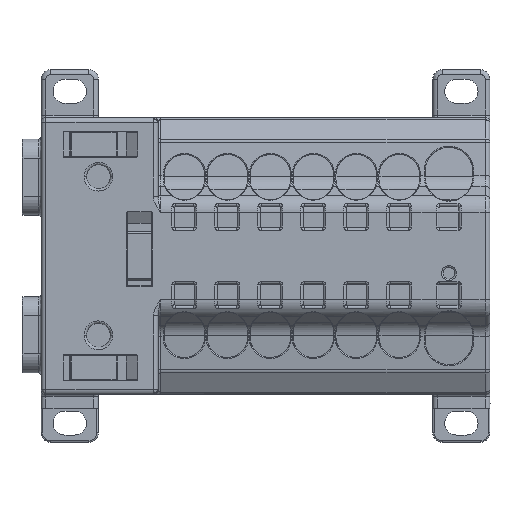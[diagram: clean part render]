
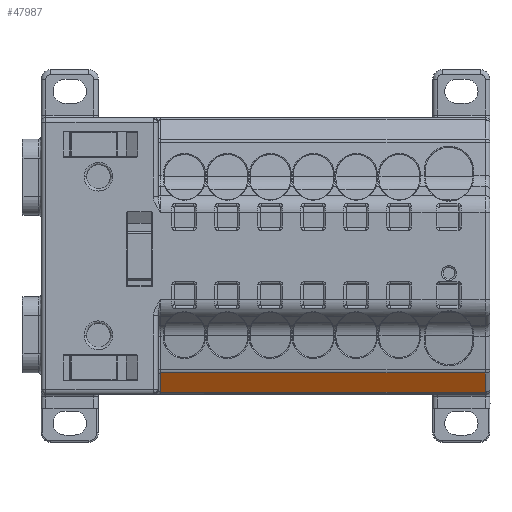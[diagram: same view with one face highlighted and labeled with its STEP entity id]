
A CAD part, front view. The second image highlights one B-rep face of the part: STEP entity #47987.
In plain terms, the highlighted planar face has unit normal (0, -0.866, -0.5).
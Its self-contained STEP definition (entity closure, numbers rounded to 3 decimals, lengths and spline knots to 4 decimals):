
#459 = DIRECTION ( 'NONE',  ( 0., 0.866, 0.5 ) ) ;
#898 = CARTESIAN_POINT ( 'NONE',  ( 6.6576, 0.2383, -0.5512 ) ) ;
#1025 = VECTOR ( 'NONE', #18650, 39.3701 ) ;
#2481 = EDGE_CURVE ( 'NONE', #47634, #42163, #34964, .T. ) ;
#3437 = VECTOR ( 'NONE', #3660, 39.3701 ) ;
#3660 = DIRECTION ( 'NONE',  ( 0., 0.5, -0.866 ) ) ;
#5909 = VECTOR ( 'NONE', #52467, 39.3701 ) ;
#7399 = LINE ( 'NONE', #42345, #3437 ) ;
#8757 = DIRECTION ( 'NONE',  ( 0., -0.5, 0.866 ) ) ;
#9012 = AXIS2_PLACEMENT_3D ( 'NONE', #48324, #459, #8757 ) ;
#13959 = CARTESIAN_POINT ( 'NONE',  ( 1.8332, 0.1474, -0.3937 ) ) ;
#15654 = ORIENTED_EDGE ( 'NONE', *, *, #20530, .F. ) ;
#18183 = ORIENTED_EDGE ( 'NONE', *, *, #42776, .F. ) ;
#18650 = DIRECTION ( 'NONE',  ( -1., 0., 0. ) ) ;
#20384 = CARTESIAN_POINT ( 'NONE',  ( -0.8833, 0.1474, -0.3937 ) ) ;
#20530 = EDGE_CURVE ( 'NONE', #53265, #45122, #7399, .T. ) ;
#21355 = FACE_OUTER_BOUND ( 'NONE', #48094, .T. ) ;
#22659 = LINE ( 'NONE', #898, #1025 ) ;
#33961 = ORIENTED_EDGE ( 'NONE', *, *, #2481, .F. ) ;
#34041 = ORIENTED_EDGE ( 'NONE', *, *, #52623, .F. ) ;
#34964 = LINE ( 'NONE', #39251, #5909 ) ;
#35725 = DIRECTION ( 'NONE',  ( 1., 0., 0. ) ) ;
#36525 = CARTESIAN_POINT ( 'NONE',  ( 1.7938, 0.2383, -0.5512 ) ) ;
#38368 = CARTESIAN_POINT ( 'NONE',  ( -0.8833, 0.2383, -0.5512 ) ) ;
#39251 = CARTESIAN_POINT ( 'NONE',  ( -0.8833, 0.2497, -0.5709 ) ) ;
#42163 = VERTEX_POINT ( 'NONE', #20384 ) ;
#42345 = CARTESIAN_POINT ( 'NONE',  ( 1.7938, 0.2386, -0.5517 ) ) ;
#42776 = EDGE_CURVE ( 'NONE', #42163, #53265, #44326, .T. ) ;
#44326 = LINE ( 'NONE', #13959, #56211 ) ;
#45122 = VERTEX_POINT ( 'NONE', #36525 ) ;
#47634 = VERTEX_POINT ( 'NONE', #38368 ) ;
#47987 = ADVANCED_FACE ( 'NONE', ( #21355 ), #48042, .F. ) ;
#48042 = PLANE ( 'NONE',  #9012 ) ;
#48094 = EDGE_LOOP ( 'NONE', ( #34041, #15654, #18183, #33961 ) ) ;
#48324 = CARTESIAN_POINT ( 'NONE',  ( 1.8332, 0.2497, -0.5709 ) ) ;
#52467 = DIRECTION ( 'NONE',  ( 0., -0.5, 0.866 ) ) ;
#52623 = EDGE_CURVE ( 'NONE', #45122, #47634, #22659, .T. ) ;
#53129 = CARTESIAN_POINT ( 'NONE',  ( 1.7938, 0.1474, -0.3937 ) ) ;
#53265 = VERTEX_POINT ( 'NONE', #53129 ) ;
#56211 = VECTOR ( 'NONE', #35725, 39.3701 ) ;
